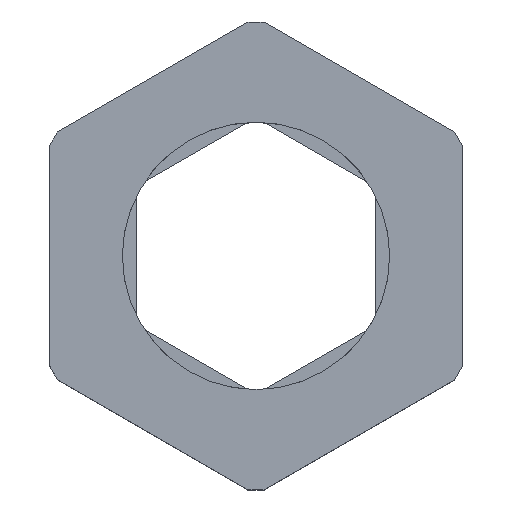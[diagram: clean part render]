
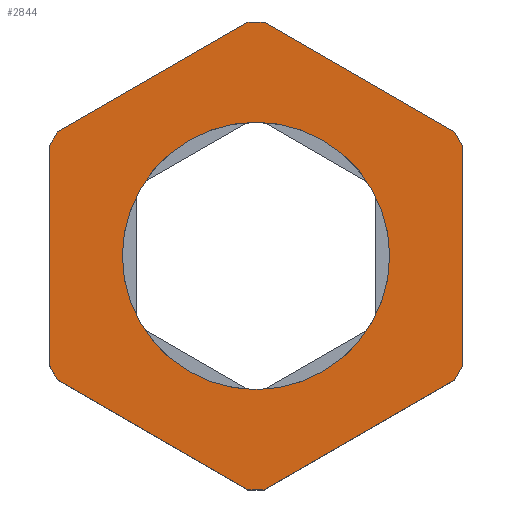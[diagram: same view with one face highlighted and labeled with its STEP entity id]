
A CAD part, top view. The second image highlights one B-rep face of the part: STEP entity #2844.
In plain terms, the highlighted planar face has unit normal (0, 0, 1).
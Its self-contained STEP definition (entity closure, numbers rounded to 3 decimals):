
#20=FACE_BOUND('',#384,.T.);
#40=CIRCLE('',#2938,20.);
#91=CIRCLE('',#3087,35.);
#94=CIRCLE('',#3091,35.);
#95=CIRCLE('',#3092,35.);
#96=CIRCLE('',#3093,35.);
#97=CIRCLE('',#3094,35.);
#98=CIRCLE('',#3095,35.);
#210=FACE_OUTER_BOUND('',#383,.T.);
#383=EDGE_LOOP('',(#2271,#2272,#2273,#2274,#2275,#2276,#2277,#2278,#2279,
#2280,#2281,#2282));
#384=EDGE_LOOP('',(#2283));
#687=LINE('',#4580,#1025);
#696=LINE('',#4607,#1034);
#697=LINE('',#4611,#1035);
#698=LINE('',#4615,#1036);
#699=LINE('',#4619,#1037);
#700=LINE('',#4622,#1038);
#1025=VECTOR('',#3721,10.);
#1034=VECTOR('',#3746,10.);
#1035=VECTOR('',#3749,10.);
#1036=VECTOR('',#3752,10.);
#1037=VECTOR('',#3755,10.);
#1038=VECTOR('',#3758,10.);
#1141=VERTEX_POINT('',#4039);
#1308=VERTEX_POINT('',#4577);
#1309=VERTEX_POINT('',#4579);
#1316=VERTEX_POINT('',#4597);
#1318=VERTEX_POINT('',#4604);
#1319=VERTEX_POINT('',#4606);
#1320=VERTEX_POINT('',#4608);
#1321=VERTEX_POINT('',#4610);
#1322=VERTEX_POINT('',#4612);
#1323=VERTEX_POINT('',#4614);
#1324=VERTEX_POINT('',#4616);
#1325=VERTEX_POINT('',#4618);
#1326=VERTEX_POINT('',#4620);
#1361=EDGE_CURVE('',#1141,#1141,#40,.T.);
#1636=EDGE_CURVE('',#1309,#1308,#687,.T.);
#1645=EDGE_CURVE('',#1309,#1316,#91,.T.);
#1649=EDGE_CURVE('',#1318,#1308,#94,.T.);
#1650=EDGE_CURVE('',#1318,#1319,#696,.T.);
#1651=EDGE_CURVE('',#1320,#1319,#95,.T.);
#1652=EDGE_CURVE('',#1320,#1321,#697,.T.);
#1653=EDGE_CURVE('',#1322,#1321,#96,.T.);
#1654=EDGE_CURVE('',#1322,#1323,#698,.T.);
#1655=EDGE_CURVE('',#1324,#1323,#97,.T.);
#1656=EDGE_CURVE('',#1324,#1325,#699,.T.);
#1657=EDGE_CURVE('',#1326,#1325,#98,.T.);
#1658=EDGE_CURVE('',#1326,#1316,#700,.T.);
#2271=ORIENTED_EDGE('',*,*,#1636,.T.);
#2272=ORIENTED_EDGE('',*,*,#1649,.F.);
#2273=ORIENTED_EDGE('',*,*,#1650,.T.);
#2274=ORIENTED_EDGE('',*,*,#1651,.F.);
#2275=ORIENTED_EDGE('',*,*,#1652,.T.);
#2276=ORIENTED_EDGE('',*,*,#1653,.F.);
#2277=ORIENTED_EDGE('',*,*,#1654,.T.);
#2278=ORIENTED_EDGE('',*,*,#1655,.F.);
#2279=ORIENTED_EDGE('',*,*,#1656,.T.);
#2280=ORIENTED_EDGE('',*,*,#1657,.F.);
#2281=ORIENTED_EDGE('',*,*,#1658,.T.);
#2282=ORIENTED_EDGE('',*,*,#1645,.F.);
#2283=ORIENTED_EDGE('',*,*,#1361,.T.);
#2677=PLANE('',#3090);
#2844=ADVANCED_FACE('',(#210,#20),#2677,.T.);
#2938=AXIS2_PLACEMENT_3D('',#4041,#3204,#3205);
#3087=AXIS2_PLACEMENT_3D('',#4598,#3735,#3736);
#3090=AXIS2_PLACEMENT_3D('',#4603,#3742,#3743);
#3091=AXIS2_PLACEMENT_3D('',#4605,#3744,#3745);
#3092=AXIS2_PLACEMENT_3D('',#4609,#3747,#3748);
#3093=AXIS2_PLACEMENT_3D('',#4613,#3750,#3751);
#3094=AXIS2_PLACEMENT_3D('',#4617,#3753,#3754);
#3095=AXIS2_PLACEMENT_3D('',#4621,#3756,#3757);
#3204=DIRECTION('center_axis',(0.,0.,-1.));
#3205=DIRECTION('ref_axis',(1.,0.,0.));
#3721=DIRECTION('',(0.001,1.,0.));
#3735=DIRECTION('center_axis',(0.,0.,-1.));
#3736=DIRECTION('ref_axis',(1.,0.,0.));
#3742=DIRECTION('center_axis',(0.,0.,1.));
#3743=DIRECTION('ref_axis',(1.,0.,0.));
#3744=DIRECTION('center_axis',(0.,0.,-1.));
#3745=DIRECTION('ref_axis',(1.,0.,0.));
#3746=DIRECTION('',(-0.866,0.5,0.));
#3747=DIRECTION('center_axis',(0.,0.,-1.));
#3748=DIRECTION('ref_axis',(1.,0.,0.));
#3749=DIRECTION('',(-0.866,-0.5,0.));
#3750=DIRECTION('center_axis',(0.,0.,-1.));
#3751=DIRECTION('ref_axis',(1.,0.,0.));
#3752=DIRECTION('',(-0.001,-1.,0.));
#3753=DIRECTION('center_axis',(0.,0.,-1.));
#3754=DIRECTION('ref_axis',(1.,0.,0.));
#3755=DIRECTION('',(0.866,-0.5,0.));
#3756=DIRECTION('center_axis',(0.,0.,-1.));
#3757=DIRECTION('ref_axis',(1.,0.,0.));
#3758=DIRECTION('',(0.866,0.5,0.));
#4039=CARTESIAN_POINT('',(0.,-20.,10.));
#4041=CARTESIAN_POINT('Origin',(0.,0.,10.));
#4577=CARTESIAN_POINT('',(30.911,16.417,10.));
#4579=CARTESIAN_POINT('',(30.893,-16.451,10.));
#4580=CARTESIAN_POINT('',(30.907,9.266,10.));
#4597=CARTESIAN_POINT('',(29.673,-18.561,10.));
#4598=CARTESIAN_POINT('Origin',(0.,0.,10.));
#4603=CARTESIAN_POINT('Origin',(0.,35.,10.));
#4604=CARTESIAN_POINT('',(29.693,18.529,10.));
#4605=CARTESIAN_POINT('Origin',(0.,0.,10.));
#4606=CARTESIAN_POINT('',(1.238,34.978,10.));
#4607=CARTESIAN_POINT('',(14.997,27.024,10.));
#4608=CARTESIAN_POINT('',(-1.2,34.979,10.));
#4609=CARTESIAN_POINT('Origin',(0.,0.,10.));
#4610=CARTESIAN_POINT('',(-29.673,18.561,10.));
#4611=CARTESIAN_POINT('',(-0.745,35.242,10.));
#4612=CARTESIAN_POINT('',(-30.893,16.451,10.));
#4613=CARTESIAN_POINT('Origin',(0.,0.,10.));
#4614=CARTESIAN_POINT('',(-30.911,-16.417,10.));
#4615=CARTESIAN_POINT('',(-30.888,25.734,10.));
#4616=CARTESIAN_POINT('',(-29.693,-18.529,10.));
#4617=CARTESIAN_POINT('Origin',(0.,0.,10.));
#4618=CARTESIAN_POINT('',(-1.238,-34.978,10.));
#4619=CARTESIAN_POINT('',(-30.162,-18.258,10.));
#4620=CARTESIAN_POINT('',(1.2,-34.979,10.));
#4621=CARTESIAN_POINT('Origin',(0.,0.,10.));
#4622=CARTESIAN_POINT('',(15.891,-26.508,10.));
